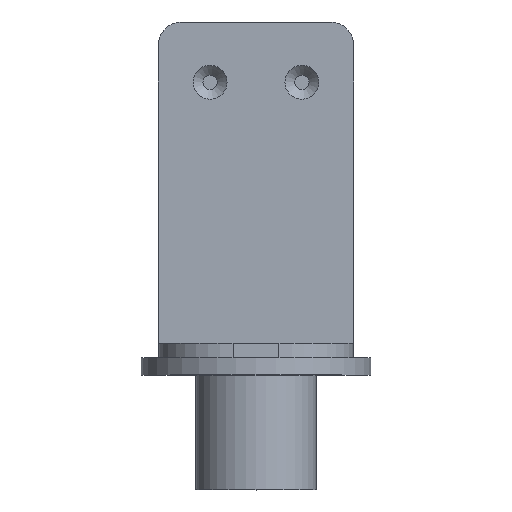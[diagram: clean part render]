
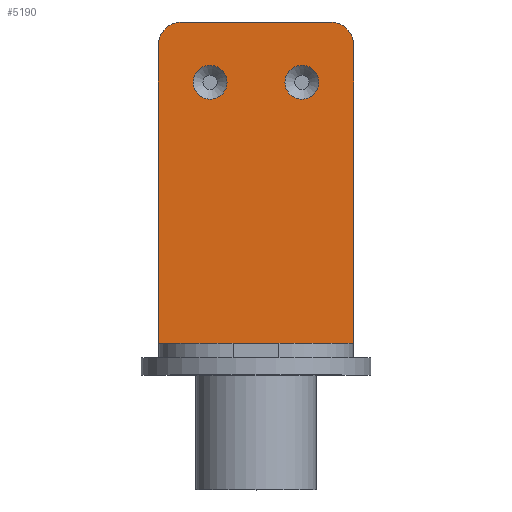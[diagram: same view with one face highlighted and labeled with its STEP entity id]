
A CAD part, top view. The second image highlights one B-rep face of the part: STEP entity #5190.
In plain terms, the highlighted face is planar.
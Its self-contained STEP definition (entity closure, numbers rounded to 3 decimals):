
#4984 = EDGE_CURVE('',#4985,#4987,#4989,.T.);
#4985 = VERTEX_POINT('',#4986);
#4986 = CARTESIAN_POINT('',(23.,54.,351.5));
#4987 = VERTEX_POINT('',#4988);
#4988 = CARTESIAN_POINT('',(23.,28.,351.5));
#4989 = LINE('',#4990,#4991);
#4990 = CARTESIAN_POINT('',(23.,58.,351.5));
#4991 = VECTOR('',#4992,1.);
#4992 = DIRECTION('',(0.,-1.,0.));
#5102 = VERTEX_POINT('',#5103);
#5103 = CARTESIAN_POINT('',(23.,58.,347.5));
#5109 = EDGE_CURVE('',#5102,#5110,#5112,.T.);
#5110 = VERTEX_POINT('',#5111);
#5111 = CARTESIAN_POINT('',(23.,58.,295.5));
#5112 = LINE('',#5113,#5114);
#5113 = CARTESIAN_POINT('',(23.,58.,343.));
#5114 = VECTOR('',#5115,1.);
#5115 = DIRECTION('',(0.,0.,-1.));
#5147 = EDGE_CURVE('',#5148,#5150,#5152,.T.);
#5148 = VERTEX_POINT('',#5149);
#5149 = CARTESIAN_POINT('',(23.,24.,295.5));
#5150 = VERTEX_POINT('',#5151);
#5151 = CARTESIAN_POINT('',(23.,24.,347.5));
#5152 = LINE('',#5153,#5154);
#5153 = CARTESIAN_POINT('',(23.,24.,295.5));
#5154 = VECTOR('',#5155,1.);
#5155 = DIRECTION('',(0.,0.,1.));
#5190 = ADVANCED_FACE('',(#5191,#5216,#5227),#5238,.F.);
#5191 = FACE_BOUND('',#5192,.T.);
#5192 = EDGE_LOOP('',(#5193,#5194,#5201,#5202,#5209,#5210));
#5193 = ORIENTED_EDGE('',*,*,#5109,.F.);
#5194 = ORIENTED_EDGE('',*,*,#5195,.F.);
#5195 = EDGE_CURVE('',#4985,#5102,#5196,.T.);
#5196 = CIRCLE('',#5197,4.);
#5197 = AXIS2_PLACEMENT_3D('',#5198,#5199,#5200);
#5198 = CARTESIAN_POINT('',(23.,54.,
    347.5));
#5199 = DIRECTION('',(-1.,0.,0.));
#5200 = DIRECTION('',(0.,-1.,0.));
#5201 = ORIENTED_EDGE('',*,*,#4984,.T.);
#5202 = ORIENTED_EDGE('',*,*,#5203,.F.);
#5203 = EDGE_CURVE('',#5150,#4987,#5204,.T.);
#5204 = CIRCLE('',#5205,4.);
#5205 = AXIS2_PLACEMENT_3D('',#5206,#5207,#5208);
#5206 = CARTESIAN_POINT('',(23.,28.,347.5));
#5207 = DIRECTION('',(-1.,0.,0.));
#5208 = DIRECTION('',(0.,-1.,0.));
#5209 = ORIENTED_EDGE('',*,*,#5147,.F.);
#5210 = ORIENTED_EDGE('',*,*,#5211,.F.);
#5211 = EDGE_CURVE('',#5110,#5148,#5212,.T.);
#5212 = LINE('',#5213,#5214);
#5213 = CARTESIAN_POINT('',(23.,29.,295.5));
#5214 = VECTOR('',#5215,1.);
#5215 = DIRECTION('',(0.,-1.,0.));
#5216 = FACE_BOUND('',#5217,.T.);
#5217 = EDGE_LOOP('',(#5218));
#5218 = ORIENTED_EDGE('',*,*,#5219,.T.);
#5219 = EDGE_CURVE('',#5220,#5220,#5222,.T.);
#5220 = VERTEX_POINT('',#5221);
#5221 = CARTESIAN_POINT('',(23.,30.05,341.));
#5222 = CIRCLE('',#5223,2.95);
#5223 = AXIS2_PLACEMENT_3D('',#5224,#5225,#5226);
#5224 = CARTESIAN_POINT('',(23.,33.,341.));
#5225 = DIRECTION('',(-1.,0.,0.));
#5226 = DIRECTION('',(0.,-1.,0.));
#5227 = FACE_BOUND('',#5228,.T.);
#5228 = EDGE_LOOP('',(#5229));
#5229 = ORIENTED_EDGE('',*,*,#5230,.T.);
#5230 = EDGE_CURVE('',#5231,#5231,#5233,.T.);
#5231 = VERTEX_POINT('',#5232);
#5232 = CARTESIAN_POINT('',(23.,46.05,341.));
#5233 = CIRCLE('',#5234,2.95);
#5234 = AXIS2_PLACEMENT_3D('',#5235,#5236,#5237);
#5235 = CARTESIAN_POINT('',(23.,49.,341.));
#5236 = DIRECTION('',(-1.,0.,0.));
#5237 = DIRECTION('',(0.,-1.,0.));
#5238 = PLANE('',#5239);
#5239 = AXIS2_PLACEMENT_3D('',#5240,#5241,#5242);
#5240 = CARTESIAN_POINT('',(23.,29.,343.));
#5241 = DIRECTION('',(-1.,0.,0.));
#5242 = DIRECTION('',(0.,-1.,0.));
